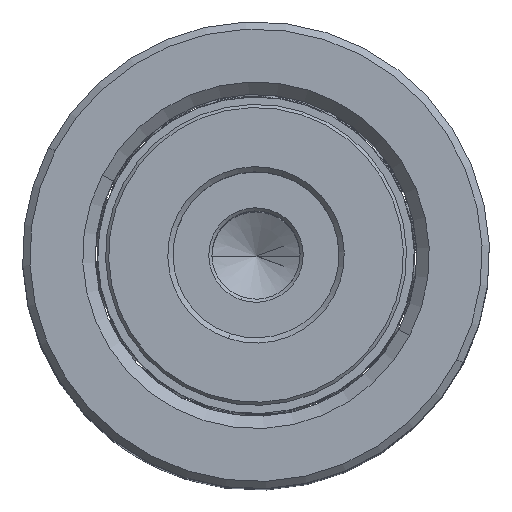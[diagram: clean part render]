
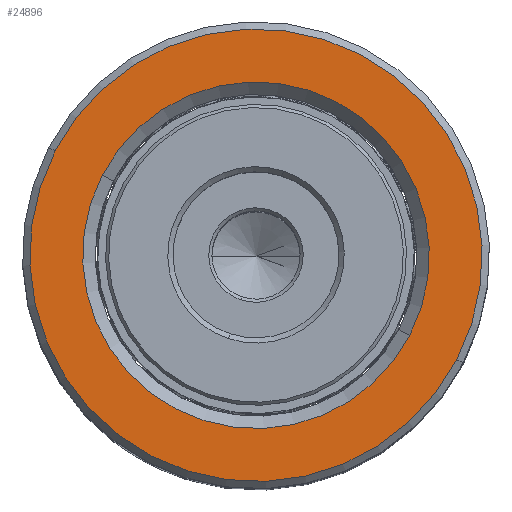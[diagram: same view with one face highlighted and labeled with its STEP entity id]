
A CAD part, top view. The second image highlights one B-rep face of the part: STEP entity #24896.
In plain terms, the highlighted planar face has unit normal (0, 0, 1).
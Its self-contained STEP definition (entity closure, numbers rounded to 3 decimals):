
#1739 = DIRECTION ( 'NONE',  ( 0., 0., -1. ) ) ;
#3246 = CARTESIAN_POINT ( 'NONE',  ( -21.8, 0., 80. ) ) ;
#3338 = CARTESIAN_POINT ( 'NONE',  ( -16.7, 0., 80. ) ) ;
#4402 = DIRECTION ( 'NONE',  ( 1., 0., 0. ) ) ;
#4450 = DIRECTION ( 'NONE',  ( 1., 0., 0. ) ) ;
#4916 = CARTESIAN_POINT ( 'NONE',  ( 0., 0., 80. ) ) ;
#6794 = EDGE_LOOP ( 'NONE', ( #35878, #23931 ) ) ;
#7189 = DIRECTION ( 'NONE',  ( 1., 0., 0. ) ) ;
#7269 = AXIS2_PLACEMENT_3D ( 'NONE', #32217, #29135, #4402 ) ;
#8103 = DIRECTION ( 'NONE',  ( 1., 0., 0. ) ) ;
#9645 = ORIENTED_EDGE ( 'NONE', *, *, #31281, .T. ) ;
#9650 = AXIS2_PLACEMENT_3D ( 'NONE', #28488, #28354, #4450 ) ;
#9677 = CARTESIAN_POINT ( 'NONE',  ( 16.7, 0., 80. ) ) ;
#9687 = CIRCLE ( 'NONE', #9650, 21.8 ) ;
#10077 = CARTESIAN_POINT ( 'NONE',  ( 21.8, 0., 80. ) ) ;
#10277 = EDGE_CURVE ( 'NONE', #10593, #15207, #14459, .T. ) ;
#10593 = VERTEX_POINT ( 'NONE', #10077 ) ;
#11028 = CIRCLE ( 'NONE', #11679, 16.7 ) ;
#11242 = CIRCLE ( 'NONE', #7269, 16.7 ) ;
#11679 = AXIS2_PLACEMENT_3D ( 'NONE', #38270, #1739, #14090 ) ;
#12212 = VERTEX_POINT ( 'NONE', #3338 ) ;
#12406 = EDGE_CURVE ( 'NONE', #12212, #13186, #11028, .T. ) ;
#13186 = VERTEX_POINT ( 'NONE', #9677 ) ;
#14042 = DIRECTION ( 'NONE',  ( 0., 0., 1. ) ) ;
#14090 = DIRECTION ( 'NONE',  ( 1., 0., 0. ) ) ;
#14304 = PLANE ( 'NONE',  #28684 ) ;
#14459 = CIRCLE ( 'NONE', #28507, 21.8 ) ;
#14630 = ORIENTED_EDGE ( 'NONE', *, *, #12406, .T. ) ;
#15207 = VERTEX_POINT ( 'NONE', #3246 ) ;
#16732 = DIRECTION ( 'NONE',  ( 0., 0., 1. ) ) ;
#17755 = EDGE_CURVE ( 'NONE', #15207, #10593, #9687, .T. ) ;
#20679 = EDGE_LOOP ( 'NONE', ( #9645, #14630 ) ) ;
#21945 = FACE_OUTER_BOUND ( 'NONE', #6794, .T. ) ;
#23931 = ORIENTED_EDGE ( 'NONE', *, *, #10277, .T. ) ;
#24896 = ADVANCED_FACE ( 'NONE', ( #21945, #30494 ), #14304, .T. ) ;
#28354 = DIRECTION ( 'NONE',  ( 0., 0., 1. ) ) ;
#28488 = CARTESIAN_POINT ( 'NONE',  ( 0., 0., 80. ) ) ;
#28507 = AXIS2_PLACEMENT_3D ( 'NONE', #4916, #14042, #8103 ) ;
#28684 = AXIS2_PLACEMENT_3D ( 'NONE', #28830, #16732, #7189 ) ;
#28830 = CARTESIAN_POINT ( 'NONE',  ( 0., 0., 80. ) ) ;
#29135 = DIRECTION ( 'NONE',  ( 0., 0., -1. ) ) ;
#30494 = FACE_BOUND ( 'NONE', #20679, .T. ) ;
#31281 = EDGE_CURVE ( 'NONE', #13186, #12212, #11242, .T. ) ;
#32217 = CARTESIAN_POINT ( 'NONE',  ( 0., 0., 80. ) ) ;
#35878 = ORIENTED_EDGE ( 'NONE', *, *, #17755, .T. ) ;
#38270 = CARTESIAN_POINT ( 'NONE',  ( 0., 0., 80. ) ) ;
